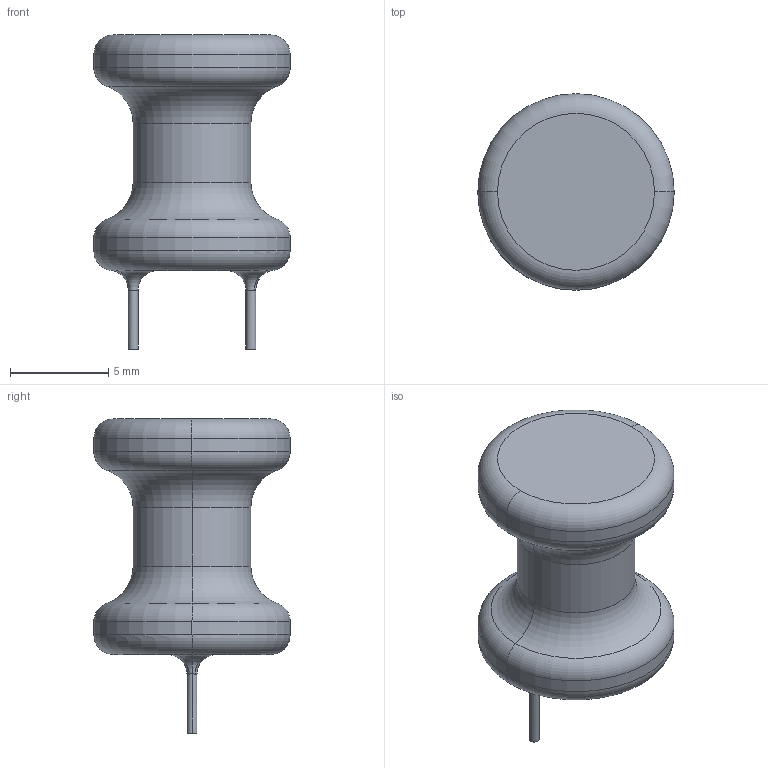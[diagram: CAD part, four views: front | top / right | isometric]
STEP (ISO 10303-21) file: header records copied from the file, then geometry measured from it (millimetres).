
FILE_DESCRIPTION(('CATIA V5 STEP Exchange','CAx-IF Rec.Pracs.--- Model Styling and Organization---1.4--- 2014-01-23','CAx-IF Rec.Pracs.---3D Tessellated Data Validation Properties---0.5---2014-09-14'),'2;1');
FILE_NAME('self1.stp','2020-11-28T11:19:41+00:00',('none'),('none'),'CATIA Version 5-6 Release 2018','CATIA V5 STEP AP242','none');
FILE_SCHEMA(('AP242_MANAGED_MODEL_BASED_3D_ENGINEERING_MIM_LF {1 0 10303 442 1 1 4}'));
Length unit declared in the file: millimetre
Products named in the file (1): self1
Bounding box: 10 x 10 x 16 mm (x, y, z)
Volume: 610.5 mm3; surface area: 483.9 mm2
Topology: 1 solids, 1 shells, 34 faces, 70 edges, 38 vertices
Faces by surface type: torus 16, cylinder 10, bspline 4, plane 4
Entity records: 996 total; most frequent: CARTESIAN_POINT 332, ORIENTED_EDGE 140, DIRECTION 106, AXIS2_PLACEMENT_3D 74, EDGE_CURVE 70, CIRCLE 50, VERTEX_POINT 38, EDGE_LOOP 34
